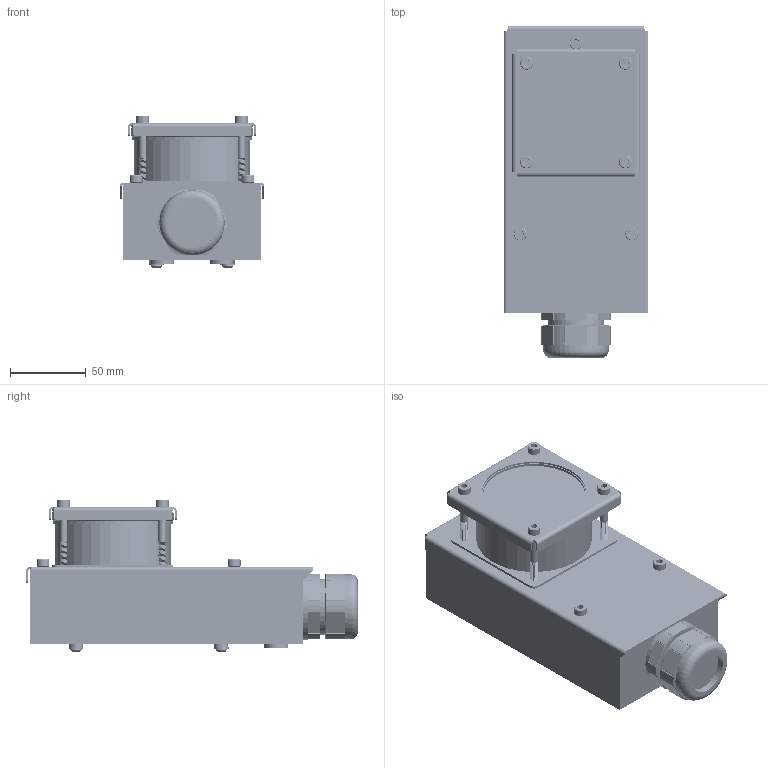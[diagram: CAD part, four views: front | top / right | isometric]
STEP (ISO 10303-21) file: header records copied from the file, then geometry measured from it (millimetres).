
FILE_DESCRIPTION (( 'STEP AP203' ), '1' );
FILE_NAME ('L1-AR.STEP', '2022-03-02T17:35:53', ( '' ), ( '' ), 'SwSTEP 2.0', 'SolidWorks 2021', '' );
FILE_SCHEMA (( 'CONFIG_CONTROL_DESIGN' ));
Length unit declared in the file: inch
Products named in the file (25): 91292A195_91292A195; 92095A190_92095A190; 400310; 400312; 200309; 500304; PG29-S01; 200534; PG29-B01; PG29-I01; SP-M5-2; 92125A128_92125A128; PG29-N03; 201236; PG29-01-01-01-03; 200529; 94709A318_94709A318; 200530; 200531; L1-AR; 400313; TJS037018X; 200532; 91292A124_91292A124; 400311
Assembly tree (45 placements, depth 3):
  L1-AR
    200529
      200530
      SP-M5-2  x3
    200534
      200531
      SP-M5-2  x4
    200309
    200532
    201236
    400310
    400311
    400312
    400313
    500304
    PG29-01-01-01-03
      PG29-B01
      PG29-I01
      PG29-S01
      PG29-N03
    91292A195_91292A195  x4
    91292A124_91292A124  x3
    92095A190_92095A190  x4
    TJS037018X  x4
    92125A128_92125A128  x4
    94709A318_94709A318  x2
Bounding box: 95.4 x 218.63 x 100.64 mm (x, y, z)
Volume: 291472.7 mm3; surface area: 255301.8 mm2
Topology: 45 solids, 45 shells, 2472 faces, 6427 edges, 4147 vertices
Faces by surface type: cylinder 1352, plane 746, cone 311, bspline 34, sphere 20, torus 9
Entity records: 41367 total; most frequent: CARTESIAN_POINT 15892, ORIENTED_EDGE 4870, DIRECTION 4475, EDGE_CURVE 2435, AXIS2_PLACEMENT_3D 1706, VERTEX_POINT 1564, EDGE_LOOP 1075, LINE 1063
